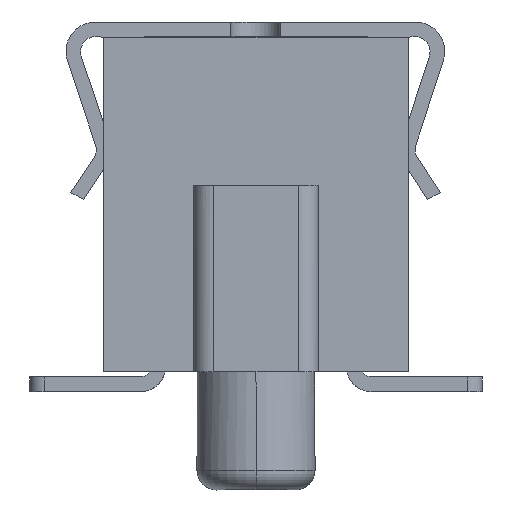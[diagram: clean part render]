
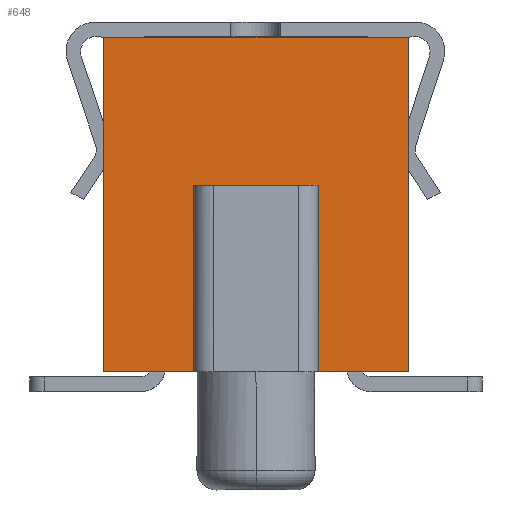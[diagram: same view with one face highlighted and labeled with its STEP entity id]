
A CAD part, left-side view. The second image highlights one B-rep face of the part: STEP entity #648.
In plain terms, the highlighted planar face has unit normal (-1, 0, 0).
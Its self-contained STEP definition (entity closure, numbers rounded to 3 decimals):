
#524=CARTESIAN_POINT('',(-3.805,0.915,-1.5));
#525=VERTEX_POINT('',#524);
#532=CARTESIAN_POINT('',(-3.805,2.185,-1.5));
#533=VERTEX_POINT('',#532);
#534=CARTESIAN_POINT('',(-3.805,0.915,-1.5));
#535=DIRECTION('',(0.,1.,0.));
#536=VECTOR('',#535,1.27);
#537=LINE('',#534,#536);
#538=EDGE_CURVE('',#525,#533,#537,.T.);
#558=CARTESIAN_POINT('',(-3.805,2.185,-3.4));
#559=VERTEX_POINT('',#558);
#560=CARTESIAN_POINT('',(-3.805,2.185,-1.5));
#561=DIRECTION('',(0.,0.,-1.));
#562=VECTOR('',#561,1.9);
#563=LINE('',#560,#562);
#564=EDGE_CURVE('',#533,#559,#563,.T.);
#582=CARTESIAN_POINT('',(-3.805,0.915,-3.4));
#583=VERTEX_POINT('',#582);
#590=CARTESIAN_POINT('',(-3.805,0.915,-3.4));
#591=DIRECTION('',(0.,0.,1.));
#592=VECTOR('',#591,1.9);
#593=LINE('',#590,#592);
#594=EDGE_CURVE('',#583,#525,#593,.T.);
#600=CARTESIAN_POINT('',(-3.805,1.55,-1.7));
#601=DIRECTION('',(0.,-1.,0.));
#602=DIRECTION('',(-1.,0.,0.));
#603=AXIS2_PLACEMENT_3D('',#600,#602,#601);
#604=PLANE('',#603);
#605=ORIENTED_EDGE('',*,*,#538,.F.);
#606=ORIENTED_EDGE('',*,*,#594,.F.);
#607=CARTESIAN_POINT('',(-3.805,0.,-3.4));
#608=VERTEX_POINT('',#607);
#609=CARTESIAN_POINT('',(-3.805,0.,-3.4));
#610=DIRECTION('',(0.,1.,0.));
#611=VECTOR('',#610,0.915);
#612=LINE('',#609,#611);
#613=EDGE_CURVE('',#608,#583,#612,.T.);
#614=ORIENTED_EDGE('',*,*,#613,.F.);
#615=CARTESIAN_POINT('',(-3.805,0.,0.));
#616=VERTEX_POINT('',#615);
#617=CARTESIAN_POINT('',(-3.805,0.,-3.4));
#618=DIRECTION('',(0.,0.,1.));
#619=VECTOR('',#618,3.4);
#620=LINE('',#617,#619);
#621=EDGE_CURVE('',#608,#616,#620,.T.);
#622=ORIENTED_EDGE('',*,*,#621,.T.);
#623=CARTESIAN_POINT('',(-3.805,3.1,0.));
#624=VERTEX_POINT('',#623);
#625=CARTESIAN_POINT('',(-3.805,0.,0.));
#626=DIRECTION('',(0.,1.,0.));
#627=VECTOR('',#626,3.1);
#628=LINE('',#625,#627);
#629=EDGE_CURVE('',#616,#624,#628,.T.);
#630=ORIENTED_EDGE('',*,*,#629,.T.);
#631=CARTESIAN_POINT('',(-3.805,3.1,-3.4));
#632=VERTEX_POINT('',#631);
#633=CARTESIAN_POINT('',(-3.805,3.1,0.));
#634=DIRECTION('',(0.,0.,-1.));
#635=VECTOR('',#634,3.4);
#636=LINE('',#633,#635);
#637=EDGE_CURVE('',#624,#632,#636,.T.);
#638=ORIENTED_EDGE('',*,*,#637,.T.);
#639=CARTESIAN_POINT('',(-3.805,3.1,-3.4));
#640=DIRECTION('',(0.,-1.,0.));
#641=VECTOR('',#640,0.915);
#642=LINE('',#639,#641);
#643=EDGE_CURVE('',#632,#559,#642,.T.);
#644=ORIENTED_EDGE('',*,*,#643,.T.);
#645=ORIENTED_EDGE('',*,*,#564,.F.);
#646=EDGE_LOOP('',(#605,#606,#614,#622,#630,#638,#644,#645));
#647=FACE_OUTER_BOUND('',#646,.T.);
#648=ADVANCED_FACE('',(#647),#604,.T.);
